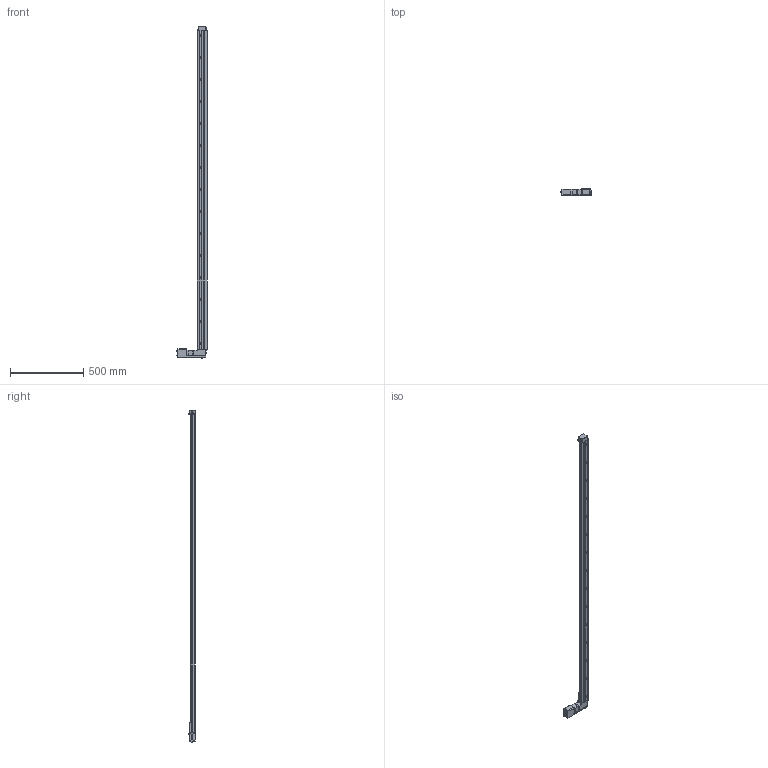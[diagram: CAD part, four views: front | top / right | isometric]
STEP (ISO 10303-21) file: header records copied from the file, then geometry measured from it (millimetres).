
FILE_DESCRIPTION (( 'STEP AP203' ), '1' );
FILE_NAME ('BLQ2095-E01T3A.step', '2023-05-18T00:16:45', ( '' ), ( '' ), 'SwSTEP 2.0', 'SolidWorks 2019', '' );
FILE_SCHEMA (( 'CONFIG_CONTROL_DESIGN' ));
Length unit declared in the file: millimetre
Products named in the file (4): BLQ2095-E01T3A; BLQ_carriage^BLQ_Standard; NMS17_motor^BLQ_BLQ-E01T3A; BLQ_base^BLQ_BLQ2095
Assembly tree (3 placements, depth 2):
  BLQ2095-E01T3A
    BLQ_base^BLQ_BLQ2095
    BLQ_carriage^BLQ_Standard
    NMS17_motor^BLQ_BLQ-E01T3A
Bounding box: 204.61 x 44.15 x 2262.2 mm (x, y, z)
Volume: 2210215.5 mm3; surface area: 753877.9 mm2
Topology: 29 solids, 29 shells, 1085 faces, 2874 edges, 1888 vertices
Faces by surface type: plane 553, cylinder 480, cone 26, torus 16, sphere 10
Entity records: 34446 total; most frequent: CARTESIAN_POINT 6183, DIRECTION 6024, ORIENTED_EDGE 5700, EDGE_CURVE 2850, AXIS2_PLACEMENT_3D 2177, VERTEX_POINT 1880, VECTOR 1670, LINE 1670
